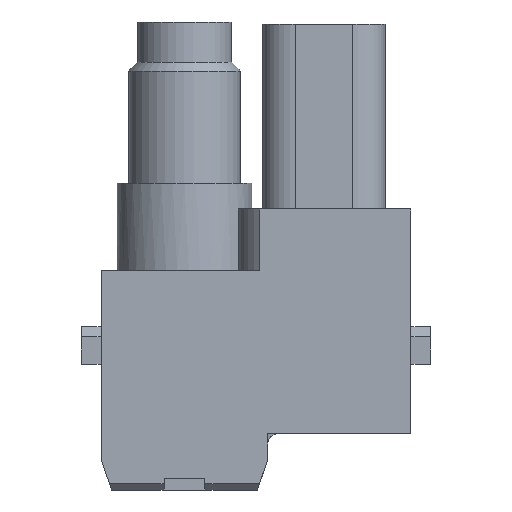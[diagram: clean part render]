
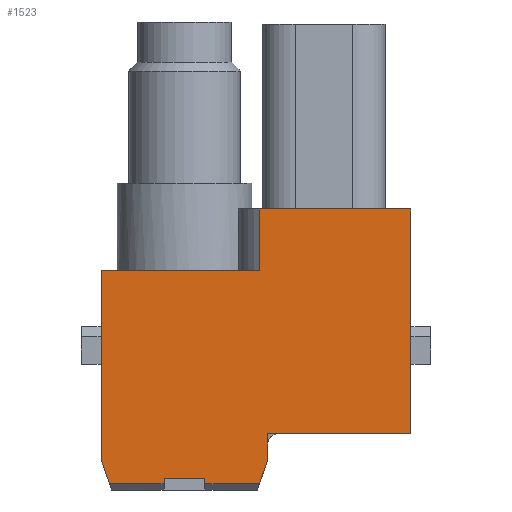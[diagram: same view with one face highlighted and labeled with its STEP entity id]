
A CAD part, left-side view. The second image highlights one B-rep face of the part: STEP entity #1523.
In plain terms, the highlighted planar face has unit normal (-1, 0, 0).
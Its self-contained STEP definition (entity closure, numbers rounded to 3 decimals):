
#931=FACE_OUTER_BOUND('',#2101,.T.);
#1230=PLANE('',#7978);
#1523=ADVANCED_FACE('',(#931),#1230,.T.);
#2101=EDGE_LOOP('',(#2954,#2955,#2956,#2957,#2958,#2959,#2960,#2961,#2962,
#2963,#2964,#2965,#2966,#2967));
#2954=ORIENTED_EDGE('',*,*,#5138,.T.);
#2955=ORIENTED_EDGE('',*,*,#5135,.T.);
#2956=ORIENTED_EDGE('',*,*,#5139,.T.);
#2957=ORIENTED_EDGE('',*,*,#5140,.T.);
#2958=ORIENTED_EDGE('',*,*,#5141,.T.);
#2959=ORIENTED_EDGE('',*,*,#5142,.T.);
#2960=ORIENTED_EDGE('',*,*,#4975,.T.);
#2961=ORIENTED_EDGE('',*,*,#5137,.T.);
#2962=ORIENTED_EDGE('',*,*,#5118,.T.);
#2963=ORIENTED_EDGE('',*,*,#5130,.T.);
#2964=ORIENTED_EDGE('',*,*,#5127,.T.);
#2965=ORIENTED_EDGE('',*,*,#5132,.F.);
#2966=ORIENTED_EDGE('',*,*,#5143,.T.);
#2967=ORIENTED_EDGE('',*,*,#5144,.T.);
#4360=VERTEX_POINT('',#10941);
#4361=VERTEX_POINT('',#10943);
#4469=VERTEX_POINT('',#11366);
#4471=VERTEX_POINT('',#11369);
#4475=VERTEX_POINT('',#11379);
#4477=VERTEX_POINT('',#11384);
#4478=VERTEX_POINT('',#11394);
#4481=VERTEX_POINT('',#11401);
#4482=VERTEX_POINT('',#11403);
#4483=VERTEX_POINT('',#11409);
#4484=VERTEX_POINT('',#11411);
#4485=VERTEX_POINT('',#11413);
#4486=VERTEX_POINT('',#11415);
#4487=VERTEX_POINT('',#11418);
#4975=EDGE_CURVE('',#4361,#4360,#6432,.T.);
#5118=EDGE_CURVE('',#4471,#4469,#6498,.T.);
#5127=EDGE_CURVE('',#4475,#4477,#6501,.T.);
#5130=EDGE_CURVE('',#4469,#4475,#6504,.T.);
#5132=EDGE_CURVE('',#4478,#4477,#6506,.T.);
#5135=EDGE_CURVE('',#4482,#4481,#6509,.T.);
#5137=EDGE_CURVE('',#4360,#4471,#6511,.T.);
#5138=EDGE_CURVE('',#4483,#4482,#6512,.T.);
#5139=EDGE_CURVE('',#4481,#4484,#6513,.T.);
#5140=EDGE_CURVE('',#4484,#4485,#6514,.T.);
#5141=EDGE_CURVE('',#4485,#4486,#6515,.T.);
#5142=EDGE_CURVE('',#4486,#4361,#6516,.T.);
#5143=EDGE_CURVE('',#4478,#4487,#6517,.T.);
#5144=EDGE_CURVE('',#4487,#4483,#6518,.T.);
#6432=LINE('',#10942,#7053);
#6498=LINE('',#11368,#7119);
#6501=LINE('',#11385,#7122);
#6504=LINE('',#11391,#7125);
#6506=LINE('',#11395,#7127);
#6509=LINE('',#11402,#7130);
#6511=LINE('',#11406,#7132);
#6512=LINE('',#11408,#7133);
#6513=LINE('',#11410,#7134);
#6514=LINE('',#11412,#7135);
#6515=LINE('',#11414,#7136);
#6516=LINE('',#11416,#7137);
#6517=LINE('',#11417,#7138);
#6518=LINE('',#11419,#7139);
#7053=VECTOR('',#8567,1.);
#7119=VECTOR('',#8861,1.);
#7122=VECTOR('',#8878,1.);
#7125=VECTOR('',#8887,1.);
#7127=VECTOR('',#8891,1.);
#7130=VECTOR('',#8896,1.);
#7132=VECTOR('',#8900,1.);
#7133=VECTOR('',#8903,1.);
#7134=VECTOR('',#8904,1.);
#7135=VECTOR('',#8905,1.);
#7136=VECTOR('',#8906,1.);
#7137=VECTOR('',#8907,1.);
#7138=VECTOR('',#8908,1.);
#7139=VECTOR('',#8909,1.);
#7978=AXIS2_PLACEMENT_3D('',#11420,#8910,#8911);
#8567=DIRECTION('',(0.,-1.,0.));
#8861=DIRECTION('',(0.,1.,0.));
#8878=DIRECTION('',(0.,1.,0.));
#8887=DIRECTION('',(0.,0.,-1.));
#8891=DIRECTION('',(0.,0.,1.));
#8896=DIRECTION('',(0.,-1.,0.));
#8900=DIRECTION('',(0.,0.,1.));
#8903=DIRECTION('',(0.,0.,1.));
#8904=DIRECTION('',(0.,0.,-1.));
#8905=DIRECTION('',(0.,-1.,0.));
#8906=DIRECTION('',(0.,-0.316,0.949));
#8907=DIRECTION('',(0.,0.,1.));
#8908=DIRECTION('',(0.,-0.316,-0.949));
#8909=DIRECTION('',(0.,-1.,0.));
#8910=DIRECTION('',(-1.,0.,0.));
#8911=DIRECTION('',(0.,-1.,0.));
#10941=CARTESIAN_POINT('',(-7.406,-15.15,25.));
#10942=CARTESIAN_POINT('',(-7.406,-2.15,25.));
#10943=CARTESIAN_POINT('',(-7.406,-1.15,25.));
#11366=CARTESIAN_POINT('',(-7.406,-0.384,47.));
#11368=CARTESIAN_POINT('',(-7.406,-15.994,47.));
#11369=CARTESIAN_POINT('',(-7.406,-15.15,47.));
#11379=CARTESIAN_POINT('',(-7.406,-0.384,41.));
#11384=CARTESIAN_POINT('',(-7.406,15.15,41.));
#11385=CARTESIAN_POINT('',(-7.406,16.665,41.));
#11391=CARTESIAN_POINT('',(-7.406,-0.384,46.));
#11394=CARTESIAN_POINT('',(-7.406,15.15,22.5));
#11395=CARTESIAN_POINT('',(-7.406,15.15,26.5));
#11401=CARTESIAN_POINT('',(-7.406,5.,20.6));
#11402=CARTESIAN_POINT('',(-7.406,11.15,20.6));
#11403=CARTESIAN_POINT('',(-7.406,9.,20.6));
#11406=CARTESIAN_POINT('',(-7.406,-15.15,34.5));
#11408=CARTESIAN_POINT('',(-7.406,9.,20.1));
#11409=CARTESIAN_POINT('',(-7.406,9.,20.1));
#11410=CARTESIAN_POINT('',(-7.406,5.,20.5));
#11411=CARTESIAN_POINT('',(-7.406,5.,20.1));
#11412=CARTESIAN_POINT('',(-7.406,5.,20.1));
#11413=CARTESIAN_POINT('',(-7.406,-0.35,20.1));
#11414=CARTESIAN_POINT('',(-7.406,-0.35,20.1));
#11415=CARTESIAN_POINT('',(-7.406,-1.15,22.5));
#11416=CARTESIAN_POINT('',(-7.406,-1.15,22.5));
#11417=CARTESIAN_POINT('',(-7.406,15.15,22.5));
#11418=CARTESIAN_POINT('',(-7.406,14.35,20.1));
#11419=CARTESIAN_POINT('',(-7.406,14.35,20.1));
#11420=CARTESIAN_POINT('',(-7.406,15.15,20.6));
